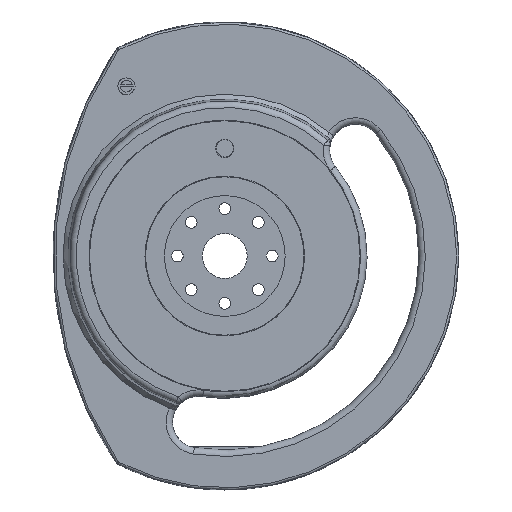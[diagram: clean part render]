
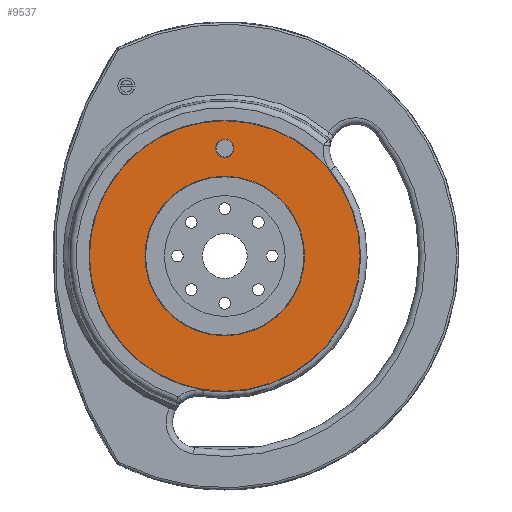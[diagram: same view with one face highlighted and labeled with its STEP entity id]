
A CAD part, left-side view. The second image highlights one B-rep face of the part: STEP entity #9537.
In plain terms, the highlighted planar face has unit normal (-1, 0, 0).
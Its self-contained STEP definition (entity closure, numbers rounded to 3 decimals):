
#219=PLANE('',#10644);
#330=FACE_BOUND('',#1715,.T.);
#331=FACE_BOUND('',#1716,.T.);
#1077=FACE_OUTER_BOUND('',#1714,.T.);
#1714=EDGE_LOOP('',(#8452));
#1715=EDGE_LOOP('',(#8453));
#1716=EDGE_LOOP('',(#8454));
#3620=CIRCLE('',#10645,31.368);
#3621=CIRCLE('',#10646,18.5);
#3622=CIRCLE('',#10647,2.132);
#4580=VERTEX_POINT('',#30653);
#4581=VERTEX_POINT('',#30655);
#4582=VERTEX_POINT('',#30657);
#5965=EDGE_CURVE('',#4580,#4580,#3620,.T.);
#5966=EDGE_CURVE('',#4581,#4581,#3621,.T.);
#5967=EDGE_CURVE('',#4582,#4582,#3622,.T.);
#8452=ORIENTED_EDGE('',*,*,#5965,.F.);
#8453=ORIENTED_EDGE('',*,*,#5966,.T.);
#8454=ORIENTED_EDGE('',*,*,#5967,.T.);
#9537=ADVANCED_FACE('',(#1077,#330,#331),#219,.T.);
#10644=AXIS2_PLACEMENT_3D('',#30652,#13281,#13282);
#10645=AXIS2_PLACEMENT_3D('',#30654,#13283,#13284);
#10646=AXIS2_PLACEMENT_3D('',#30656,#13285,#13286);
#10647=AXIS2_PLACEMENT_3D('',#30658,#13287,#13288);
#13281=DIRECTION('center_axis',(-1.,0.,0.));
#13282=DIRECTION('ref_axis',(0.,0.,
-1.));
#13283=DIRECTION('center_axis',(1.,0.,0.));
#13284=DIRECTION('ref_axis',(0.,0.,
-1.));
#13285=DIRECTION('center_axis',(1.,0.,0.));
#13286=DIRECTION('ref_axis',(0.,0.,
-1.));
#13287=DIRECTION('center_axis',(1.,0.,0.));
#13288=DIRECTION('ref_axis',(0.,0.,
-1.));
#30652=CARTESIAN_POINT('Origin',(0.75,0.,
0.));
#30653=CARTESIAN_POINT('',(0.75,0.,-31.368));
#30654=CARTESIAN_POINT('Origin',(0.75,0.,
0.));
#30655=CARTESIAN_POINT('',(0.75,0.,-18.5));
#30656=CARTESIAN_POINT('Origin',(0.75,0.,
0.));
#30657=CARTESIAN_POINT('',(0.75,0.,22.818));
#30658=CARTESIAN_POINT('Origin',(0.75,0.,
24.95));
